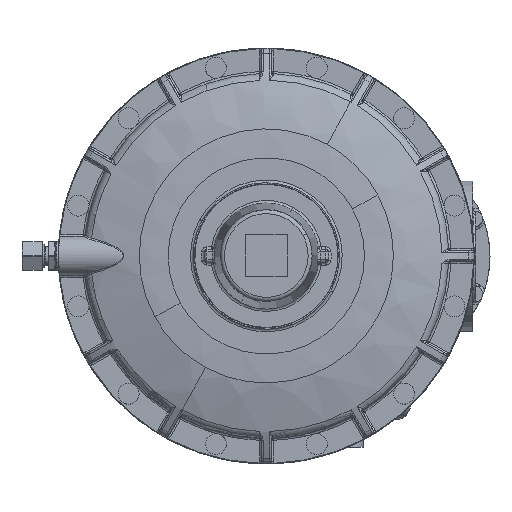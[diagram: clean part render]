
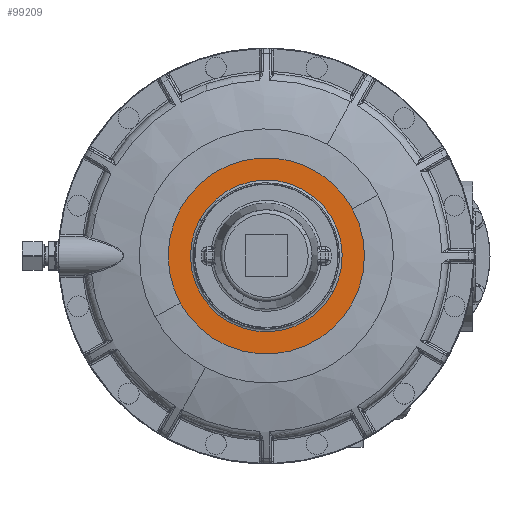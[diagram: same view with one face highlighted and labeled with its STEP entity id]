
A CAD part, top view. The second image highlights one B-rep face of the part: STEP entity #99209.
In plain terms, the highlighted planar face has unit normal (0, 0, 1).
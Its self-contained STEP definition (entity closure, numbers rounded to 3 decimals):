
#99137=DIRECTION('Axis2P3D Direction',(0.,0.,-1.)) ;
#99138=DIRECTION('Axis2P3D XDirection',(1.,0.,0.)) ;
#99142=DIRECTION('Axis2P3D Direction',(0.,0.,-1.)) ;
#99151=DIRECTION('Axis2P3D Direction',(0.,0.,-1.)) ;
#99158=DIRECTION('Axis2P3D Direction',(0.,0.,-1.)) ;
#99165=DIRECTION('Axis2P3D Direction',(0.,0.,-1.)) ;
#99172=DIRECTION('Axis2P3D Direction',(0.,0.,-1.)) ;
#99179=DIRECTION('Axis2P3D Direction',(0.,0.,-1.)) ;
#99192=DIRECTION('Axis2P3D Direction',(0.,0.,-1.)) ;
#99201=DIRECTION('Axis2P3D Direction',(0.,0.,-1.)) ;
#99136=CARTESIAN_POINT('Axis2P3D Location',(-58.,0.,140.5)) ;
#99141=CARTESIAN_POINT('Axis2P3D Location',(0.,0.,140.5)) ;
#99145=CARTESIAN_POINT('Vertex',(75.,-0.235,140.5)) ;
#99147=CARTESIAN_POINT('Vertex',(65.819,-35.957,140.5)) ;
#99150=CARTESIAN_POINT('Axis2P3D Location',(0.,0.,140.5)) ;
#99154=CARTESIAN_POINT('Vertex',(75.,0.,140.5)) ;
#99157=CARTESIAN_POINT('Axis2P3D Location',(0.,0.,140.5)) ;
#99161=CARTESIAN_POINT('Vertex',(65.819,35.957,140.5)) ;
#99164=CARTESIAN_POINT('Axis2P3D Location',(0.,0.,140.5)) ;
#99168=CARTESIAN_POINT('Vertex',(-65.819,35.957,140.5)) ;
#99171=CARTESIAN_POINT('Axis2P3D Location',(0.,0.,140.5)) ;
#99175=CARTESIAN_POINT('Vertex',(-65.819,-35.957,140.5)) ;
#99178=CARTESIAN_POINT('Axis2P3D Location',(0.,0.,140.5)) ;
#99191=CARTESIAN_POINT('Axis2P3D Location',(0.,0.,140.5)) ;
#99195=CARTESIAN_POINT('Vertex',(50.9,-27.807,140.5)) ;
#99197=CARTESIAN_POINT('Vertex',(-50.9,27.807,140.5)) ;
#99200=CARTESIAN_POINT('Axis2P3D Location',(0.,0.,140.5)) ;
#99139=AXIS2_PLACEMENT_3D('Plane Axis2P3D',#99136,#99137,#99138) ;
#99143=AXIS2_PLACEMENT_3D('Circle Axis2P3D',#99141,#99142,$) ;
#99152=AXIS2_PLACEMENT_3D('Circle Axis2P3D',#99150,#99151,$) ;
#99159=AXIS2_PLACEMENT_3D('Circle Axis2P3D',#99157,#99158,$) ;
#99166=AXIS2_PLACEMENT_3D('Circle Axis2P3D',#99164,#99165,$) ;
#99173=AXIS2_PLACEMENT_3D('Circle Axis2P3D',#99171,#99172,$) ;
#99180=AXIS2_PLACEMENT_3D('Circle Axis2P3D',#99178,#99179,$) ;
#99193=AXIS2_PLACEMENT_3D('Circle Axis2P3D',#99191,#99192,$) ;
#99202=AXIS2_PLACEMENT_3D('Circle Axis2P3D',#99200,#99201,$) ;
#99208=FACE_BOUND('',#99205,.T.) ;
#99149=EDGE_CURVE('',#99146,#99148,#99144,.T.) ;
#99156=EDGE_CURVE('',#99155,#99146,#99153,.T.) ;
#99163=EDGE_CURVE('',#99162,#99155,#99160,.T.) ;
#99170=EDGE_CURVE('',#99169,#99162,#99167,.T.) ;
#99177=EDGE_CURVE('',#99176,#99169,#99174,.T.) ;
#99182=EDGE_CURVE('',#99148,#99176,#99181,.T.) ;
#99199=EDGE_CURVE('',#99196,#99198,#99194,.T.) ;
#99204=EDGE_CURVE('',#99198,#99196,#99203,.T.) ;
#99140=PLANE('Plane',#99139) ;
#99184=ORIENTED_EDGE('',*,*,#99149,.F.) ;
#99185=ORIENTED_EDGE('',*,*,#99156,.F.) ;
#99186=ORIENTED_EDGE('',*,*,#99163,.F.) ;
#99187=ORIENTED_EDGE('',*,*,#99170,.F.) ;
#99188=ORIENTED_EDGE('',*,*,#99177,.F.) ;
#99189=ORIENTED_EDGE('',*,*,#99182,.F.) ;
#99206=ORIENTED_EDGE('',*,*,#99199,.T.) ;
#99207=ORIENTED_EDGE('',*,*,#99204,.T.) ;
#99209=ADVANCED_FACE('Brep With Voids',(#99190,#99208),#99140,.F.) ;
#99144=CIRCLE('generated circle',#99143,75.) ;
#99153=CIRCLE('generated circle',#99152,75.) ;
#99160=CIRCLE('generated circle',#99159,75.) ;
#99167=CIRCLE('generated circle',#99166,75.) ;
#99174=CIRCLE('generated circle',#99173,75.) ;
#99181=CIRCLE('generated circle',#99180,75.) ;
#99194=CIRCLE('generated circle',#99193,58.) ;
#99203=CIRCLE('generated circle',#99202,58.) ;
#99146=VERTEX_POINT('',#99145) ;
#99148=VERTEX_POINT('',#99147) ;
#99155=VERTEX_POINT('',#99154) ;
#99162=VERTEX_POINT('',#99161) ;
#99169=VERTEX_POINT('',#99168) ;
#99176=VERTEX_POINT('',#99175) ;
#99196=VERTEX_POINT('',#99195) ;
#99198=VERTEX_POINT('',#99197) ;
#99183=EDGE_LOOP('',(#99184,#99185,#99186,#99187,#99188,#99189)) ;
#99205=EDGE_LOOP('',(#99206,#99207)) ;
#99190=FACE_OUTER_BOUND('',#99183,.T.) ;
